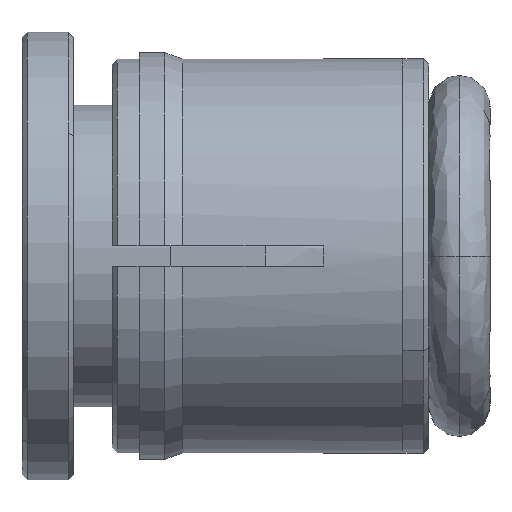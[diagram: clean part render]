
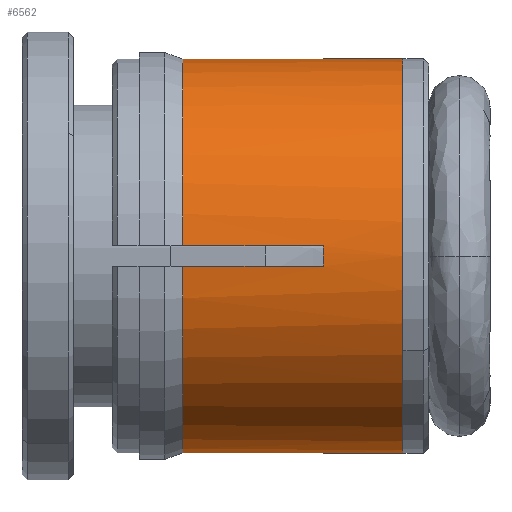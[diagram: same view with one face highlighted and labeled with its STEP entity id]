
A CAD part, left-side view. The second image highlights one B-rep face of the part: STEP entity #6562.
In plain terms, the highlighted cylindrical face has radius 7.7 mm (diameter 15.4 mm), a partial arc.
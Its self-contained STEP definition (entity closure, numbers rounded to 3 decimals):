
#142 = EDGE_LOOP ( 'NONE', ( #11514, #1448, #248, #16363, #8335, #4114, #5484, #534, #17438, #1240, #5562, #3591 ) ) ;
#248 = ORIENTED_EDGE ( 'NONE', *, *, #18693, .T. ) ;
#268 = CARTESIAN_POINT ( 'NONE',  ( 0., 3.4, 7.7 ) ) ;
#351 = AXIS2_PLACEMENT_3D ( 'NONE', #6350, #7987, #4792 ) ;
#534 = ORIENTED_EDGE ( 'NONE', *, *, #3640, .T. ) ;
#556 = DIRECTION ( 'NONE',  ( 0., 0., 1. ) ) ;
#1195 = EDGE_CURVE ( 'NONE', #2709, #4720, #5811, .T. ) ;
#1240 = ORIENTED_EDGE ( 'NONE', *, *, #16988, .T. ) ;
#1448 = ORIENTED_EDGE ( 'NONE', *, *, #12436, .T. ) ;
#1484 = VECTOR ( 'NONE', #17200, 1000. ) ;
#1579 = VECTOR ( 'NONE', #2988, 1000. ) ;
#1882 = VERTEX_POINT ( 'NONE', #268 ) ;
#1914 = CARTESIAN_POINT ( 'NONE',  ( -7.69, 12., 0.4 ) ) ;
#2073 = EDGE_CURVE ( 'NONE', #5252, #8075, #3712, .T. ) ;
#2460 = LINE ( 'NONE', #12086, #19172 ) ;
#2709 = VERTEX_POINT ( 'NONE', #1914 ) ;
#2752 = EDGE_CURVE ( 'NONE', #3531, #4415, #13796, .T. ) ;
#2988 = DIRECTION ( 'NONE',  ( 0., -1., 0. ) ) ;
#3512 = CARTESIAN_POINT ( 'NONE',  ( -0.4, 12., 7.69 ) ) ;
#3531 = VERTEX_POINT ( 'NONE', #11674 ) ;
#3563 = CIRCLE ( 'NONE', #19174, 7.7 ) ;
#3591 = ORIENTED_EDGE ( 'NONE', *, *, #2752, .T. ) ;
#3640 = EDGE_CURVE ( 'NONE', #4720, #9860, #3563, .T. ) ;
#3690 = FACE_OUTER_BOUND ( 'NONE', #142, .T. ) ;
#3712 = CIRCLE ( 'NONE', #5427, 7.7 ) ;
#3792 = CARTESIAN_POINT ( 'NONE',  ( -7.69, 8.449, -0.4 ) ) ;
#3918 = DIRECTION ( 'NONE',  ( 0., -1., 0. ) ) ;
#4114 = ORIENTED_EDGE ( 'NONE', *, *, #6487, .T. ) ;
#4415 = VERTEX_POINT ( 'NONE', #11782 ) ;
#4720 = VERTEX_POINT ( 'NONE', #12388 ) ;
#4792 = DIRECTION ( 'NONE',  ( 0., 0., 1. ) ) ;
#4876 = CARTESIAN_POINT ( 'NONE',  ( 0., 3.4, -7.7 ) ) ;
#5100 = AXIS2_PLACEMENT_3D ( 'NONE', #19184, #9505, #20818 ) ;
#5233 = VERTEX_POINT ( 'NONE', #20354 ) ;
#5252 = VERTEX_POINT ( 'NONE', #10664 ) ;
#5427 = AXIS2_PLACEMENT_3D ( 'NONE', #15726, #5659, #8201 ) ;
#5484 = ORIENTED_EDGE ( 'NONE', *, *, #1195, .T. ) ;
#5562 = ORIENTED_EDGE ( 'NONE', *, *, #16008, .T. ) ;
#5659 = DIRECTION ( 'NONE',  ( 0., -1., 0. ) ) ;
#5811 = LINE ( 'NONE', #17820, #1484 ) ;
#5969 = CYLINDRICAL_SURFACE ( 'NONE', #351, 7.7 ) ;
#6026 = VERTEX_POINT ( 'NONE', #3512 ) ;
#6157 = EDGE_CURVE ( 'NONE', #9016, #4415, #2460, .T. ) ;
#6275 = DIRECTION ( 'NONE',  ( 0., 1., 0. ) ) ;
#6350 = CARTESIAN_POINT ( 'NONE',  ( 0., 8.449, 0. ) ) ;
#6387 = CARTESIAN_POINT ( 'NONE',  ( -7.69, 6.5, -0.4 ) ) ;
#6487 = EDGE_CURVE ( 'NONE', #6026, #2709, #18164, .T. ) ;
#6562 = ADVANCED_FACE ( 'NONE', ( #3690 ), #5969, .T. ) ;
#7071 = DIRECTION ( 'NONE',  ( 0., -1., 0. ) ) ;
#7529 = VECTOR ( 'NONE', #6275, 1000. ) ;
#7987 = DIRECTION ( 'NONE',  ( 0., 1., 0. ) ) ;
#8075 = VERTEX_POINT ( 'NONE', #16848 ) ;
#8201 = DIRECTION ( 'NONE',  ( 0., 0., 1. ) ) ;
#8335 = ORIENTED_EDGE ( 'NONE', *, *, #15281, .T. ) ;
#8702 = DIRECTION ( 'NONE',  ( 0., 1., 0. ) ) ;
#8772 = LINE ( 'NONE', #3792, #16866 ) ;
#9016 = VERTEX_POINT ( 'NONE', #4876 ) ;
#9505 = DIRECTION ( 'NONE',  ( 0., -1., 0. ) ) ;
#9657 = CARTESIAN_POINT ( 'NONE',  ( 0., 8.449, 7.7 ) ) ;
#9860 = VERTEX_POINT ( 'NONE', #6387 ) ;
#10282 = DIRECTION ( 'NONE',  ( 0., 1., 0. ) ) ;
#10664 = CARTESIAN_POINT ( 'NONE',  ( 0., 6.5, 7.7 ) ) ;
#11359 = DIRECTION ( 'NONE',  ( 0., 0., 1. ) ) ;
#11514 = ORIENTED_EDGE ( 'NONE', *, *, #6157, .F. ) ;
#11674 = CARTESIAN_POINT ( 'NONE',  ( -0.4, 6.5, -7.69 ) ) ;
#11782 = CARTESIAN_POINT ( 'NONE',  ( 0., 6.5, -7.7 ) ) ;
#12086 = CARTESIAN_POINT ( 'NONE',  ( 0., 8.449, -7.7 ) ) ;
#12297 = VERTEX_POINT ( 'NONE', #14525 ) ;
#12340 = LINE ( 'NONE', #14368, #7529 ) ;
#12388 = CARTESIAN_POINT ( 'NONE',  ( -7.69, 6.5, 0.4 ) ) ;
#12436 = EDGE_CURVE ( 'NONE', #9016, #1882, #14964, .T. ) ;
#12985 = CARTESIAN_POINT ( 'NONE',  ( 0., 6.5, 0. ) ) ;
#13667 = CARTESIAN_POINT ( 'NONE',  ( 0., 6.5, 0. ) ) ;
#13730 = DIRECTION ( 'NONE',  ( 0., 1., 0. ) ) ;
#13796 = CIRCLE ( 'NONE', #19038, 7.7 ) ;
#14324 = CARTESIAN_POINT ( 'NONE',  ( -0.4, 8.449, -7.69 ) ) ;
#14368 = CARTESIAN_POINT ( 'NONE',  ( -0.4, 8.449, 7.69 ) ) ;
#14460 = DIRECTION ( 'NONE',  ( 0., 1., 0. ) ) ;
#14525 = CARTESIAN_POINT ( 'NONE',  ( -0.4, 12., -7.69 ) ) ;
#14689 = DIRECTION ( 'NONE',  ( 0., -1., 0. ) ) ;
#14865 = LINE ( 'NONE', #9657, #18686 ) ;
#14964 = CIRCLE ( 'NONE', #20936, 7.7 ) ;
#15281 = EDGE_CURVE ( 'NONE', #8075, #6026, #12340, .T. ) ;
#15283 = DIRECTION ( 'NONE',  ( 0., 0., 1. ) ) ;
#15726 = CARTESIAN_POINT ( 'NONE',  ( 0., 6.5, 0. ) ) ;
#16008 = EDGE_CURVE ( 'NONE', #12297, #3531, #18354, .T. ) ;
#16224 = CIRCLE ( 'NONE', #19109, 7.7 ) ;
#16363 = ORIENTED_EDGE ( 'NONE', *, *, #2073, .T. ) ;
#16781 = CARTESIAN_POINT ( 'NONE',  ( 0., 12., 0. ) ) ;
#16848 = CARTESIAN_POINT ( 'NONE',  ( -0.4, 6.5, 7.69 ) ) ;
#16866 = VECTOR ( 'NONE', #8702, 1000. ) ;
#16988 = EDGE_CURVE ( 'NONE', #5233, #12297, #16224, .T. ) ;
#17200 = DIRECTION ( 'NONE',  ( 0., -1., 0. ) ) ;
#17438 = ORIENTED_EDGE ( 'NONE', *, *, #19375, .T. ) ;
#17820 = CARTESIAN_POINT ( 'NONE',  ( -7.69, 8.449, 0.4 ) ) ;
#18164 = CIRCLE ( 'NONE', #5100, 7.7 ) ;
#18354 = LINE ( 'NONE', #14324, #1579 ) ;
#18413 = DIRECTION ( 'NONE',  ( 0., 0., 1. ) ) ;
#18686 = VECTOR ( 'NONE', #14460, 1000. ) ;
#18693 = EDGE_CURVE ( 'NONE', #1882, #5252, #14865, .T. ) ;
#19038 = AXIS2_PLACEMENT_3D ( 'NONE', #12985, #14689, #11359 ) ;
#19109 = AXIS2_PLACEMENT_3D ( 'NONE', #16781, #7071, #18413 ) ;
#19172 = VECTOR ( 'NONE', #13730, 1000. ) ;
#19174 = AXIS2_PLACEMENT_3D ( 'NONE', #13667, #3918, #15283 ) ;
#19184 = CARTESIAN_POINT ( 'NONE',  ( 0., 12., 0. ) ) ;
#19375 = EDGE_CURVE ( 'NONE', #9860, #5233, #8772, .T. ) ;
#19987 = CARTESIAN_POINT ( 'NONE',  ( 0., 3.4, 0. ) ) ;
#20354 = CARTESIAN_POINT ( 'NONE',  ( -7.69, 12., -0.4 ) ) ;
#20818 = DIRECTION ( 'NONE',  ( 0., 0., 1. ) ) ;
#20936 = AXIS2_PLACEMENT_3D ( 'NONE', #19987, #10282, #556 ) ;
